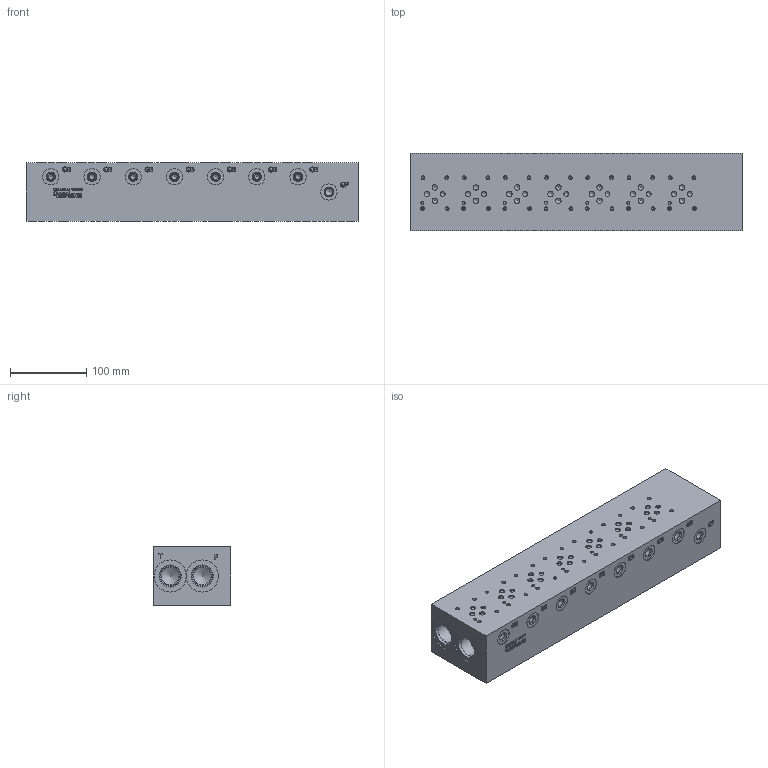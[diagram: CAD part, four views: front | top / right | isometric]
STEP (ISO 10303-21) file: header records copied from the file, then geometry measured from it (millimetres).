
FILE_DESCRIPTION(/* description */ (''),/* implementation_level */ '2;1');
FILE_NAME(/* name */ '_D03PB072S.stp',/* time_stamp */ '2021-01-21T13:23:08-05:00',/* author */ ('devonn'),/* organization */ (''),/* preprocessor_version */ 'ST-DEVELOPER v17',/* originating_system */ 'Autodesk Inventor 2019',/* authorisation */ '');
FILE_SCHEMA (('AUTOMOTIVE_DESIGN { 1 0 10303 214 3 1 1 }'));
Products named in the file (1): Part_AD03PB072S_3D
Bounding box: 434.98 x 101.6 x 76.2 mm (x, y, z)
Volume: 3125405.9 mm3; surface area: 224158.3 mm2
Topology: 1 solids, 1 shells, 1885 faces, 5146 edges, 3489 vertices
Faces by surface type: plane 877, bspline 546, cylinder 257, cone 205
Full cylindrical faces by diameter (mm): 3.785 x28, 3.962 x7, 4.826 x28, 6.35 x7, 7.137 x35, 7.925 x4, 9.525 x5, 9.881 x15, 11.125 x15, 15.875 x14, 17.501 x14, 19.05 x14, 19.253 x14, 21.285 x15, 23.012 x4, 24.917 x6, 26.99 x6, 27.432 x6, 30.632 x14, 42.037 x6
Entity records: 63603 total; most frequent: CARTESIAN_POINT 17517, ORIENTED_EDGE 10088, DIRECTION 7629, EDGE_CURVE 5044, VERTEX_POINT 3489, LINE 2955, VECTOR 2955, AXIS2_PLACEMENT_3D 2337
